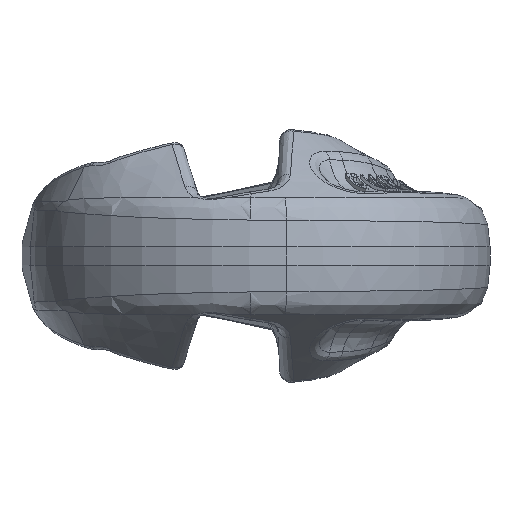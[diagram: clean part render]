
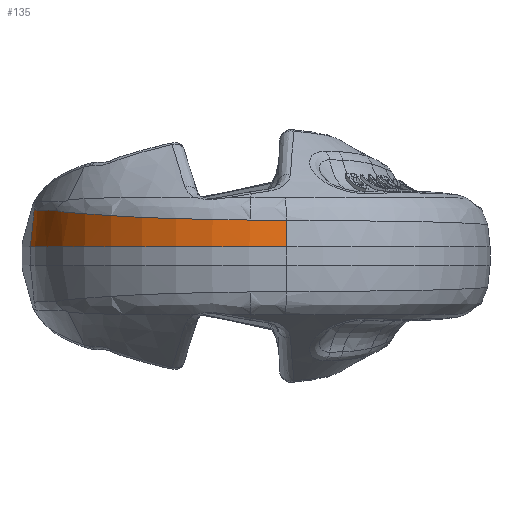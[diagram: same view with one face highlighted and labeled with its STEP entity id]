
A CAD part, front view. The second image highlights one B-rep face of the part: STEP entity #135.
In plain terms, the highlighted conical face has half-angle 6 degrees and reference radius 30.403 mm.
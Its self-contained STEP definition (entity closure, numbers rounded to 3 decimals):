
#135=ADVANCED_FACE('',(#762),#763,.T.);
#762=FACE_OUTER_BOUND('',#2825,.T.);
#763=CONICAL_SURFACE('',#2826,30.403,0.105);
#2825=EDGE_LOOP('',(#12833,#12834,#12835,#12836,#12837,#12838,#12839,#12840));
#2826=AXIS2_PLACEMENT_3D('',#12841,#12842,#12843);
#12833=ORIENTED_EDGE('',*,*,#17090,.T.);
#12834=ORIENTED_EDGE('',*,*,#17091,.T.);
#12835=ORIENTED_EDGE('',*,*,#17038,.F.);
#12836=ORIENTED_EDGE('',*,*,#17043,.F.);
#12837=ORIENTED_EDGE('',*,*,#17092,.T.);
#12838=ORIENTED_EDGE('',*,*,#17093,.T.);
#12839=ORIENTED_EDGE('',*,*,#17094,.T.);
#12840=ORIENTED_EDGE('',*,*,#17095,.T.);
#12841=CARTESIAN_POINT('',(-0.542,-60.871,1.212));
#12842=DIRECTION('',(0.,0.,-1.0));
#12843=DIRECTION('',(-1.0,0.,0.));
#17038=EDGE_CURVE('',#18859,#18860,#18861,.T.);
#17043=EDGE_CURVE('',#18868,#18859,#18870,.T.);
#17090=EDGE_CURVE('',#18949,#18950,#18951,.T.);
#17091=EDGE_CURVE('',#18950,#18860,#18952,.T.);
#17092=EDGE_CURVE('',#18868,#18953,#18954,.T.);
#17093=EDGE_CURVE('',#18953,#18955,#18956,.T.);
#17094=EDGE_CURVE('',#18955,#18957,#18958,.T.);
#17095=EDGE_CURVE('',#18957,#18949,#18959,.T.);
#18859=VERTEX_POINT('',#23080);
#18860=VERTEX_POINT('',#23081);
#18861=LINE('',#23082,#23083);
#18868=VERTEX_POINT('',#23101);
#18870=B_SPLINE_CURVE_WITH_KNOTS('',3,(#23104,#23105,#23106,#23107),.UNSPECIFIED.,.F.,.F.,(4,4),(0.,1.0),.UNSPECIFIED.);
#18949=VERTEX_POINT('',#23447);
#18950=VERTEX_POINT('',#23448);
#18951=B_SPLINE_CURVE_WITH_KNOTS('',3,(#23449,#23450,#23451,#23452,#23453,#23454,#23455,#23456,#23457,#23458),.UNSPECIFIED.,.F.,.F.,(4,2,2,2,4),(0.0,0.5,0.75,0.875,1.),.UNSPECIFIED.);
#18952=B_SPLINE_CURVE_WITH_KNOTS('',3,(#23459,#23460,#23461,#23462),.UNSPECIFIED.,.F.,.F.,(4,4),(0.,1.),.UNSPECIFIED.);
#18953=VERTEX_POINT('',#23463);
#18954=CIRCLE('',#23464,30.403);
#18955=VERTEX_POINT('',#23465);
#18956=LINE('',#23466,#23467);
#18957=VERTEX_POINT('',#23468);
#18958=B_SPLINE_CURVE_WITH_KNOTS('',3,(#23469,#23470,#23471,#23472),.UNSPECIFIED.,.F.,.F.,(4,4),(0.,1.0),.UNSPECIFIED.);
#18959=B_SPLINE_CURVE_WITH_KNOTS('',3,(#23473,#23474,#23475,#23476),.UNSPECIFIED.,.F.,.F.,(4,4),(0.0,1.0),.UNSPECIFIED.);
#23080=CARTESIAN_POINT('',(-30.673,-62.124,3.553));
#23081=CARTESIAN_POINT('',(-30.395,-62.139,6.193));
#23082=CARTESIAN_POINT('',(-30.918,-62.161,1.212));
#23083=VECTOR('',#30029,1.0);
#23101=CARTESIAN_POINT('',(-30.918,-62.161,1.212));
#23104=CARTESIAN_POINT('',(-30.918,-62.161,1.212));
#23105=CARTESIAN_POINT('',(-30.836,-62.158,1.992));
#23106=CARTESIAN_POINT('',(-30.754,-62.154,2.773));
#23107=CARTESIAN_POINT('',(-30.672,-62.151,3.553));
#23447=CARTESIAN_POINT('',(-1.462,-90.881,4.811));
#23448=CARTESIAN_POINT('',(-27.549,-73.671,6.123));
#23449=CARTESIAN_POINT('',(-1.462,-90.881,4.811));
#23450=CARTESIAN_POINT('',(-6.972,-90.705,4.885));
#23451=CARTESIAN_POINT('',(-12.321,-89.014,4.977));
#23452=CARTESIAN_POINT('',(-19.22,-84.471,5.321));
#23453=CARTESIAN_POINT('',(-21.295,-82.643,5.5));
#23454=CARTESIAN_POINT('',(-23.998,-79.52,5.667));
#23455=CARTESIAN_POINT('',(-24.825,-78.417,5.742));
#23456=CARTESIAN_POINT('',(-26.321,-76.106,5.872));
#23457=CARTESIAN_POINT('',(-26.996,-74.899,5.877));
#23458=CARTESIAN_POINT('',(-27.549,-73.671,6.123));
#23459=CARTESIAN_POINT('',(-27.549,-73.671,6.123));
#23460=CARTESIAN_POINT('',(-29.264,-70.059,6.094));
#23461=CARTESIAN_POINT('',(-30.241,-66.133,6.038));
#23462=CARTESIAN_POINT('',(-30.395,-62.139,6.193));
#23463=CARTESIAN_POINT('',(3.406,-91.016,1.212));
#23464=AXIS2_PLACEMENT_3D('',#30063,#30064,#30065);
#23465=CARTESIAN_POINT('',(3.357,-90.646,4.768));
#23466=CARTESIAN_POINT('',(3.406,-91.016,1.212));
#23467=VECTOR('',#30066,1.0);
#23468=CARTESIAN_POINT('',(-1.462,-90.882,4.803));
#23469=CARTESIAN_POINT('',(3.357,-90.646,4.768));
#23470=CARTESIAN_POINT('',(1.757,-90.854,4.778));
#23471=CARTESIAN_POINT('',(0.139,-90.933,4.791));
#23472=CARTESIAN_POINT('',(-1.462,-90.882,4.803));
#23473=CARTESIAN_POINT('',(-1.462,-90.882,4.803));
#23474=CARTESIAN_POINT('',(-1.462,-90.882,4.806));
#23475=CARTESIAN_POINT('',(-1.462,-90.882,4.809));
#23476=CARTESIAN_POINT('',(-1.462,-90.881,4.811));
#30029=DIRECTION('',(0.104,0.004,0.995));
#30063=CARTESIAN_POINT('',(-0.542,-60.871,1.212));
#30064=DIRECTION('',(0.0,0.0,1.0));
#30065=DIRECTION('',(-1.0,0.,0.0));
#30066=DIRECTION('',(-0.014,0.104,0.995));
